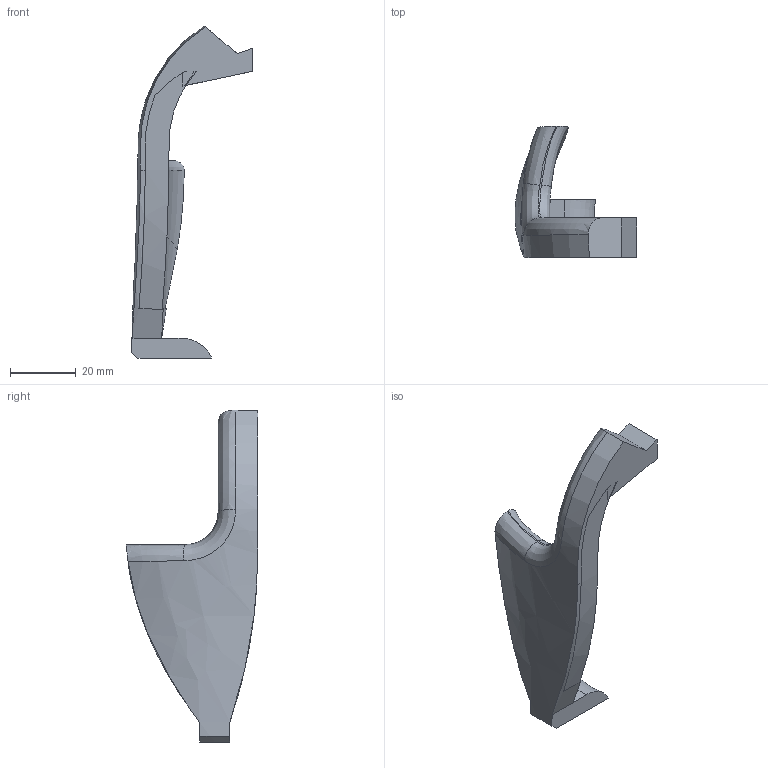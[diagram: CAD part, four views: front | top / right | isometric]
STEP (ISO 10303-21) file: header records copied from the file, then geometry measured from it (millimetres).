
FILE_DESCRIPTION(/* description */ ('STEP AP214'),/* implementation_level */ '2;1');
FILE_NAME(/* name */ '683c51554258294a187f3e78',/* time_stamp */ '2025-06-01T13:10:46Z',/* author */ (''),/* organization */ (''),/* preprocessor_version */ 'ST-DEVELOPER v20',/* originating_system */ 'ONSHAPE BY PTC INC, 1.198',/* authorisation */ ' ');
FILE_SCHEMA (('AUTOMOTIVE_DESIGN {1 0 10303 214 3 1 1}'));
Length unit declared in the file: metre
Products named in the file (1): Part 24
Bounding box: 36.87 x 39.86 x 100.92 mm (x, y, z)
Volume: 20594.4 mm3; surface area: 7557.9 mm2
Topology: 1 solids, 2 shells, 38 faces, 112 edges, 78 vertices
Faces by surface type: bspline 19, plane 16, cylinder 2, torus 1
Entity records: 8722 total; most frequent: CARTESIAN_POINT 7873, ORIENTED_EDGE 224, EDGE_CURVE 112, DIRECTION 85, VERTEX_POINT 78, B_SPLINE_CURVE_WITH_KNOTS 76, EDGE_LOOP 38, FACE_BOUND 38
